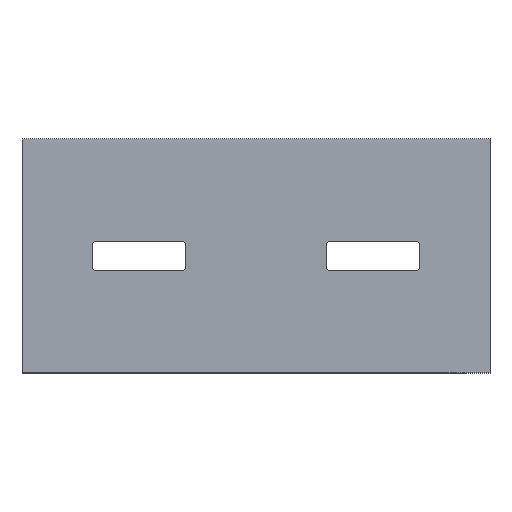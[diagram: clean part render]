
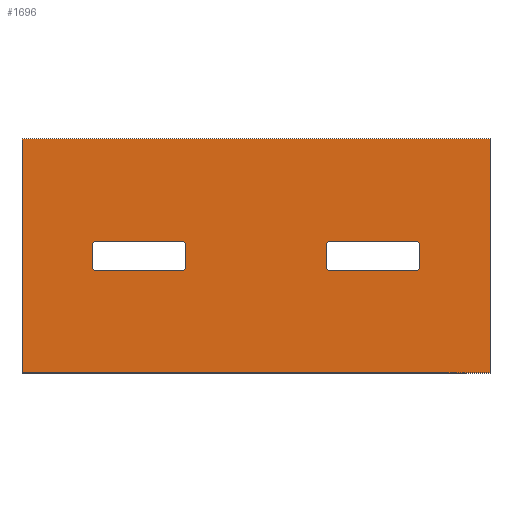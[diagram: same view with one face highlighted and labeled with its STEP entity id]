
A CAD part, top view. The second image highlights one B-rep face of the part: STEP entity #1696.
In plain terms, the highlighted planar face has unit normal (0, 0, 1).
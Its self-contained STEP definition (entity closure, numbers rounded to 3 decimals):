
#70=CARTESIAN_POINT('Vertex',(818.5,75.5,9.)) ;
#73=CARTESIAN_POINT('Line Origine',(600.,75.5,9.)) ;
#77=CARTESIAN_POINT('Vertex',(381.5,75.5,9.)) ;
#104=CARTESIAN_POINT('Axis2P3D Location',(381.5,53.5,9.)) ;
#108=CARTESIAN_POINT('Vertex',(359.5,53.5,9.)) ;
#128=CARTESIAN_POINT('Line Origine',(359.5,0.,9.)) ;
#132=CARTESIAN_POINT('Vertex',(359.5,-53.5,9.)) ;
#165=CARTESIAN_POINT('Vertex',(1200.,600.,9.)) ;
#179=CARTESIAN_POINT('Vertex',(0.,600.,9.)) ;
#182=CARTESIAN_POINT('Line Origine',(600.,600.,9.)) ;
#205=CARTESIAN_POINT('Vertex',(-1200.,600.,9.)) ;
#208=CARTESIAN_POINT('Line Origine',(-600.,600.,9.)) ;
#236=CARTESIAN_POINT('Vertex',(-1200.,-600.,9.)) ;
#239=CARTESIAN_POINT('Line Origine',(-1200.,0.,9.)) ;
#267=CARTESIAN_POINT('Vertex',(0.,-600.,9.)) ;
#270=CARTESIAN_POINT('Line Origine',(-600.,-600.,9.)) ;
#293=CARTESIAN_POINT('Vertex',(1200.,-600.,9.)) ;
#296=CARTESIAN_POINT('Line Origine',(600.,-600.,9.)) ;
#318=CARTESIAN_POINT('Line Origine',(1200.,0.,9.)) ;
#1343=CARTESIAN_POINT('Axis2P3D Location',(381.5,-53.5,9.)) ;
#1347=CARTESIAN_POINT('Vertex',(381.5,-75.5,9.)) ;
#1374=CARTESIAN_POINT('Line Origine',(600.,-75.5,9.)) ;
#1378=CARTESIAN_POINT('Vertex',(818.5,-75.5,9.)) ;
#1405=CARTESIAN_POINT('Axis2P3D Location',(818.5,-53.5,9.)) ;
#1409=CARTESIAN_POINT('Vertex',(840.5,-53.5,9.)) ;
#1429=CARTESIAN_POINT('Line Origine',(840.5,0.,9.)) ;
#1433=CARTESIAN_POINT('Vertex',(840.5,53.5,9.)) ;
#1465=CARTESIAN_POINT('Axis2P3D Location',(818.5,53.5,9.)) ;
#1607=CARTESIAN_POINT('Axis2P3D Location',(0.,0.,9.)) ;
#1620=CARTESIAN_POINT('Axis2P3D Location',(-381.5,53.5,9.)) ;
#1624=CARTESIAN_POINT('Vertex',(-359.5,53.5,9.)) ;
#1626=CARTESIAN_POINT('Vertex',(-381.5,75.5,9.)) ;
#1629=CARTESIAN_POINT('Line Origine',(-359.5,0.,9.)) ;
#1633=CARTESIAN_POINT('Vertex',(-359.5,-53.5,9.)) ;
#1636=CARTESIAN_POINT('Axis2P3D Location',(-381.5,-53.5,9.)) ;
#1640=CARTESIAN_POINT('Vertex',(-381.5,-75.5,9.)) ;
#1643=CARTESIAN_POINT('Line Origine',(-600.,-75.5,9.)) ;
#1647=CARTESIAN_POINT('Vertex',(-818.5,-75.5,9.)) ;
#1650=CARTESIAN_POINT('Axis2P3D Location',(-818.5,-53.5,9.)) ;
#1654=CARTESIAN_POINT('Vertex',(-840.5,-53.5,9.)) ;
#1657=CARTESIAN_POINT('Line Origine',(-840.5,0.,9.)) ;
#1661=CARTESIAN_POINT('Vertex',(-840.5,53.5,9.)) ;
#1664=CARTESIAN_POINT('Axis2P3D Location',(-818.5,53.5,9.)) ;
#1668=CARTESIAN_POINT('Vertex',(-818.5,75.5,9.)) ;
#1671=CARTESIAN_POINT('Line Origine',(-600.,75.5,9.)) ;
#74=DIRECTION('Vector Direction',(1.,0.,0.)) ;
#105=DIRECTION('Axis2P3D Direction',(0.,0.,1.)) ;
#129=DIRECTION('Vector Direction',(0.,-1.,0.)) ;
#183=DIRECTION('Vector Direction',(1.,0.,0.)) ;
#209=DIRECTION('Vector Direction',(1.,0.,0.)) ;
#240=DIRECTION('Vector Direction',(0.,-1.,0.)) ;
#271=DIRECTION('Vector Direction',(-1.,0.,0.)) ;
#297=DIRECTION('Vector Direction',(-1.,0.,0.)) ;
#319=DIRECTION('Vector Direction',(0.,1.,0.)) ;
#1344=DIRECTION('Axis2P3D Direction',(0.,0.,1.)) ;
#1375=DIRECTION('Vector Direction',(-1.,0.,0.)) ;
#1406=DIRECTION('Axis2P3D Direction',(0.,0.,1.)) ;
#1430=DIRECTION('Vector Direction',(0.,1.,0.)) ;
#1466=DIRECTION('Axis2P3D Direction',(0.,0.,1.)) ;
#1608=DIRECTION('Axis2P3D Direction',(0.,0.,1.)) ;
#1609=DIRECTION('Axis2P3D XDirection',(1.,0.,0.)) ;
#1621=DIRECTION('Axis2P3D Direction',(0.,0.,1.)) ;
#1630=DIRECTION('Vector Direction',(0.,1.,0.)) ;
#1637=DIRECTION('Axis2P3D Direction',(0.,0.,1.)) ;
#1644=DIRECTION('Vector Direction',(-1.,0.,0.)) ;
#1651=DIRECTION('Axis2P3D Direction',(0.,0.,1.)) ;
#1658=DIRECTION('Vector Direction',(0.,-1.,0.)) ;
#1665=DIRECTION('Axis2P3D Direction',(0.,0.,1.)) ;
#1672=DIRECTION('Vector Direction',(1.,0.,0.)) ;
#106=AXIS2_PLACEMENT_3D('Circle Axis2P3D',#104,#105,$) ;
#1345=AXIS2_PLACEMENT_3D('Circle Axis2P3D',#1343,#1344,$) ;
#1407=AXIS2_PLACEMENT_3D('Circle Axis2P3D',#1405,#1406,$) ;
#1467=AXIS2_PLACEMENT_3D('Circle Axis2P3D',#1465,#1466,$) ;
#1610=AXIS2_PLACEMENT_3D('Plane Axis2P3D',#1607,#1608,#1609) ;
#1622=AXIS2_PLACEMENT_3D('Circle Axis2P3D',#1620,#1621,$) ;
#1638=AXIS2_PLACEMENT_3D('Circle Axis2P3D',#1636,#1637,$) ;
#1652=AXIS2_PLACEMENT_3D('Circle Axis2P3D',#1650,#1651,$) ;
#1666=AXIS2_PLACEMENT_3D('Circle Axis2P3D',#1664,#1665,$) ;
#1613=ORIENTED_EDGE('',*,*,#186,.T.) ;
#1614=ORIENTED_EDGE('',*,*,#212,.T.) ;
#1615=ORIENTED_EDGE('',*,*,#243,.T.) ;
#1616=ORIENTED_EDGE('',*,*,#274,.T.) ;
#1617=ORIENTED_EDGE('',*,*,#300,.T.) ;
#1618=ORIENTED_EDGE('',*,*,#322,.T.) ;
#1677=ORIENTED_EDGE('',*,*,#1628,.F.) ;
#1678=ORIENTED_EDGE('',*,*,#1635,.F.) ;
#1679=ORIENTED_EDGE('',*,*,#1642,.F.) ;
#1680=ORIENTED_EDGE('',*,*,#1649,.F.) ;
#1681=ORIENTED_EDGE('',*,*,#1656,.F.) ;
#1682=ORIENTED_EDGE('',*,*,#1663,.F.) ;
#1683=ORIENTED_EDGE('',*,*,#1670,.F.) ;
#1684=ORIENTED_EDGE('',*,*,#1675,.F.) ;
#1687=ORIENTED_EDGE('',*,*,#1469,.F.) ;
#1688=ORIENTED_EDGE('',*,*,#1435,.F.) ;
#1689=ORIENTED_EDGE('',*,*,#1411,.F.) ;
#1690=ORIENTED_EDGE('',*,*,#1380,.F.) ;
#1691=ORIENTED_EDGE('',*,*,#1349,.F.) ;
#1692=ORIENTED_EDGE('',*,*,#134,.F.) ;
#1693=ORIENTED_EDGE('',*,*,#110,.F.) ;
#1694=ORIENTED_EDGE('',*,*,#79,.F.) ;
#1685=FACE_BOUND('',#1676,.T.) ;
#1695=FACE_BOUND('',#1686,.T.) ;
#75=VECTOR('Line Direction',#74,1.) ;
#130=VECTOR('Line Direction',#129,1.) ;
#184=VECTOR('Line Direction',#183,1.) ;
#210=VECTOR('Line Direction',#209,1.) ;
#241=VECTOR('Line Direction',#240,1.) ;
#272=VECTOR('Line Direction',#271,1.) ;
#298=VECTOR('Line Direction',#297,1.) ;
#320=VECTOR('Line Direction',#319,1.) ;
#1376=VECTOR('Line Direction',#1375,1.) ;
#1431=VECTOR('Line Direction',#1430,1.) ;
#1631=VECTOR('Line Direction',#1630,1.) ;
#1645=VECTOR('Line Direction',#1644,1.) ;
#1659=VECTOR('Line Direction',#1658,1.) ;
#1673=VECTOR('Line Direction',#1672,1.) ;
#1696=ADVANCED_FACE('Corps principal',(#1619,#1685,#1695),#1611,.T.) ;
#107=CIRCLE('generated circle',#106,22.) ;
#1346=CIRCLE('generated circle',#1345,22.) ;
#1408=CIRCLE('generated circle',#1407,22.) ;
#1468=CIRCLE('generated circle',#1467,22.) ;
#1623=CIRCLE('generated circle',#1622,22.) ;
#1639=CIRCLE('generated circle',#1638,22.) ;
#1653=CIRCLE('generated circle',#1652,22.) ;
#1667=CIRCLE('generated circle',#1666,22.) ;
#79=EDGE_CURVE('',#71,#78,#76,.F.) ;
#110=EDGE_CURVE('',#78,#109,#107,.T.) ;
#134=EDGE_CURVE('',#109,#133,#131,.T.) ;
#186=EDGE_CURVE('',#166,#180,#185,.F.) ;
#212=EDGE_CURVE('',#180,#206,#211,.F.) ;
#243=EDGE_CURVE('',#206,#237,#242,.T.) ;
#274=EDGE_CURVE('',#237,#268,#273,.F.) ;
#300=EDGE_CURVE('',#268,#294,#299,.F.) ;
#322=EDGE_CURVE('',#294,#166,#321,.T.) ;
#1349=EDGE_CURVE('',#133,#1348,#1346,.T.) ;
#1380=EDGE_CURVE('',#1348,#1379,#1377,.F.) ;
#1411=EDGE_CURVE('',#1379,#1410,#1408,.T.) ;
#1435=EDGE_CURVE('',#1410,#1434,#1432,.T.) ;
#1469=EDGE_CURVE('',#1434,#71,#1468,.T.) ;
#1628=EDGE_CURVE('',#1625,#1627,#1623,.T.) ;
#1635=EDGE_CURVE('',#1634,#1625,#1632,.T.) ;
#1642=EDGE_CURVE('',#1641,#1634,#1639,.T.) ;
#1649=EDGE_CURVE('',#1648,#1641,#1646,.F.) ;
#1656=EDGE_CURVE('',#1655,#1648,#1653,.T.) ;
#1663=EDGE_CURVE('',#1662,#1655,#1660,.T.) ;
#1670=EDGE_CURVE('',#1669,#1662,#1667,.T.) ;
#1675=EDGE_CURVE('',#1627,#1669,#1674,.F.) ;
#1612=EDGE_LOOP('',(#1613,#1614,#1615,#1616,#1617,#1618)) ;
#1676=EDGE_LOOP('',(#1677,#1678,#1679,#1680,#1681,#1682,#1683,#1684)) ;
#1686=EDGE_LOOP('',(#1687,#1688,#1689,#1690,#1691,#1692,#1693,#1694)) ;
#1619=FACE_OUTER_BOUND('',#1612,.T.) ;
#76=LINE('Line',#73,#75) ;
#131=LINE('Line',#128,#130) ;
#185=LINE('Line',#182,#184) ;
#211=LINE('Line',#208,#210) ;
#242=LINE('Line',#239,#241) ;
#273=LINE('Line',#270,#272) ;
#299=LINE('Line',#296,#298) ;
#321=LINE('Line',#318,#320) ;
#1377=LINE('Line',#1374,#1376) ;
#1432=LINE('Line',#1429,#1431) ;
#1632=LINE('Line',#1629,#1631) ;
#1646=LINE('Line',#1643,#1645) ;
#1660=LINE('Line',#1657,#1659) ;
#1674=LINE('Line',#1671,#1673) ;
#1611=PLANE('Plane',#1610) ;
#71=VERTEX_POINT('',#70) ;
#78=VERTEX_POINT('',#77) ;
#109=VERTEX_POINT('',#108) ;
#133=VERTEX_POINT('',#132) ;
#166=VERTEX_POINT('',#165) ;
#180=VERTEX_POINT('',#179) ;
#206=VERTEX_POINT('',#205) ;
#237=VERTEX_POINT('',#236) ;
#268=VERTEX_POINT('',#267) ;
#294=VERTEX_POINT('',#293) ;
#1348=VERTEX_POINT('',#1347) ;
#1379=VERTEX_POINT('',#1378) ;
#1410=VERTEX_POINT('',#1409) ;
#1434=VERTEX_POINT('',#1433) ;
#1625=VERTEX_POINT('',#1624) ;
#1627=VERTEX_POINT('',#1626) ;
#1634=VERTEX_POINT('',#1633) ;
#1641=VERTEX_POINT('',#1640) ;
#1648=VERTEX_POINT('',#1647) ;
#1655=VERTEX_POINT('',#1654) ;
#1662=VERTEX_POINT('',#1661) ;
#1669=VERTEX_POINT('',#1668) ;
